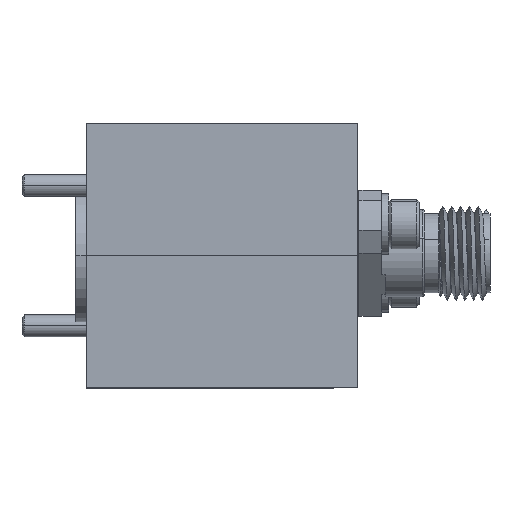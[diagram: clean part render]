
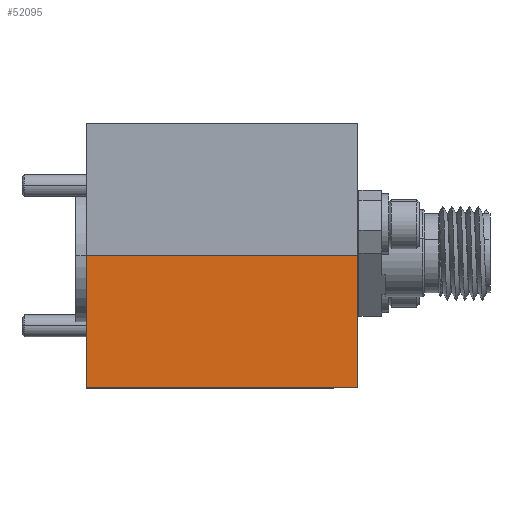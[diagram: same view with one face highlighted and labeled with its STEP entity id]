
A CAD part, top view. The second image highlights one B-rep face of the part: STEP entity #52095.
In plain terms, the highlighted planar face has unit normal (0, 0, 1).
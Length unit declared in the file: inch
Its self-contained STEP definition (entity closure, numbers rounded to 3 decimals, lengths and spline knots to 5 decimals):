
#792 = EDGE_CURVE ( 'NONE', #36012, #16314, #20220, .T. ) ;
#2315 = ORIENTED_EDGE ( 'NONE', *, *, #792, .F. ) ;
#2854 = EDGE_CURVE ( 'NONE', #27261, #36012, #26644, .T. ) ;
#3116 = VECTOR ( 'NONE', #40570, 39.37008 ) ;
#3919 = AXIS2_PLACEMENT_3D ( 'NONE', #50850, #55121, #55319 ) ;
#5065 = VECTOR ( 'NONE', #35041, 39.37008 ) ;
#5113 = CARTESIAN_POINT ( 'NONE',  ( 0.4, 0., 0.8 ) ) ;
#7450 = LINE ( 'NONE', #8429, #3116 ) ;
#8429 = CARTESIAN_POINT ( 'NONE',  ( -0.37, 0.375, 0.8 ) ) ;
#10159 = CARTESIAN_POINT ( 'NONE',  ( 0.4, 0., 0.8 ) ) ;
#12803 = EDGE_CURVE ( 'NONE', #27261, #21195, #7450, .T. ) ;
#13395 = CARTESIAN_POINT ( 'NONE',  ( -0.37, 0.375, 0.8 ) ) ;
#16314 = VERTEX_POINT ( 'NONE', #10159 ) ;
#16339 = LINE ( 'NONE', #5113, #51519 ) ;
#20220 = LINE ( 'NONE', #42203, #50408 ) ;
#21195 = VERTEX_POINT ( 'NONE', #58005 ) ;
#26644 = LINE ( 'NONE', #44692, #5065 ) ;
#27247 = DIRECTION ( 'NONE',  ( 1., 0., 0. ) ) ;
#27261 = VERTEX_POINT ( 'NONE', #13395 ) ;
#27380 = EDGE_CURVE ( 'NONE', #21195, #16314, #16339, .T. ) ;
#27708 = FACE_OUTER_BOUND ( 'NONE', #35877, .T. ) ;
#35041 = DIRECTION ( 'NONE',  ( 1., 0., 0. ) ) ;
#35877 = EDGE_LOOP ( 'NONE', ( #55271, #56413, #53208, #2315 ) ) ;
#36012 = VERTEX_POINT ( 'NONE', #41520 ) ;
#40570 = DIRECTION ( 'NONE',  ( 0., -1., 0. ) ) ;
#41520 = CARTESIAN_POINT ( 'NONE',  ( 0.4, 0.375, 0.8 ) ) ;
#42203 = CARTESIAN_POINT ( 'NONE',  ( 0.4, 0.375, 0.8 ) ) ;
#44692 = CARTESIAN_POINT ( 'NONE',  ( 0.4, 0.375, 0.8 ) ) ;
#49973 = DIRECTION ( 'NONE',  ( 0., -1., 0. ) ) ;
#50408 = VECTOR ( 'NONE', #49973, 39.37008 ) ;
#50484 = PLANE ( 'NONE',  #3919 ) ;
#50850 = CARTESIAN_POINT ( 'NONE',  ( 0.4, 0.375, 0.8 ) ) ;
#51519 = VECTOR ( 'NONE', #27247, 39.37008 ) ;
#52095 = ADVANCED_FACE ( 'NONE', ( #27708 ), #50484, .F. ) ;
#53208 = ORIENTED_EDGE ( 'NONE', *, *, #27380, .T. ) ;
#55121 = DIRECTION ( 'NONE',  ( 0., 0., -1. ) ) ;
#55271 = ORIENTED_EDGE ( 'NONE', *, *, #2854, .F. ) ;
#55319 = DIRECTION ( 'NONE',  ( -1., 0., 0. ) ) ;
#56413 = ORIENTED_EDGE ( 'NONE', *, *, #12803, .T. ) ;
#58005 = CARTESIAN_POINT ( 'NONE',  ( -0.37, 0., 0.8 ) ) ;
